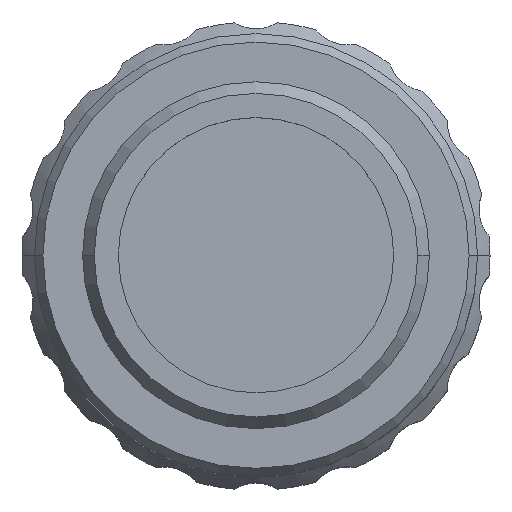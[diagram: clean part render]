
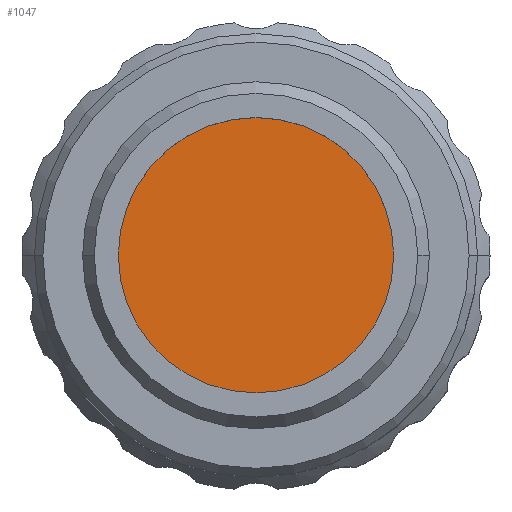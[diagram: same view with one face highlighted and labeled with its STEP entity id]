
A CAD part, top view. The second image highlights one B-rep face of the part: STEP entity #1047.
In plain terms, the highlighted planar face has unit normal (0, 0, 1).
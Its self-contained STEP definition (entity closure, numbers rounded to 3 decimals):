
#79 = DIRECTION ( 'NONE',  ( 1., 0., 0. ) ) ;
#209 = AXIS2_PLACEMENT_3D ( 'NONE', #2107, #2298, #79 ) ;
#258 = CARTESIAN_POINT ( 'NONE',  ( 0., 0., 65.554 ) ) ;
#273 = DIRECTION ( 'NONE',  ( 1., 0., 0. ) ) ;
#458 = DIRECTION ( 'NONE',  ( 0., 0., 1. ) ) ;
#459 = PLANE ( 'NONE',  #2153 ) ;
#632 = VERTEX_POINT ( 'NONE', #2449 ) ;
#780 = AXIS2_PLACEMENT_3D ( 'NONE', #258, #458, #273 ) ;
#832 = EDGE_CURVE ( 'NONE', #632, #2090, #1744, .T. ) ;
#1047 = ADVANCED_FACE ( 'NONE', ( #2056 ), #459, .F. ) ;
#1316 = EDGE_LOOP ( 'NONE', ( #2118, #2174 ) ) ;
#1744 = CIRCLE ( 'NONE', #209, 10. ) ;
#1766 = EDGE_CURVE ( 'NONE', #2090, #632, #1863, .T. ) ;
#1863 = CIRCLE ( 'NONE', #780, 10. ) ;
#2056 = FACE_OUTER_BOUND ( 'NONE', #1316, .T. ) ;
#2066 = CARTESIAN_POINT ( 'NONE',  ( 0., 10., 65.554 ) ) ;
#2090 = VERTEX_POINT ( 'NONE', #2490 ) ;
#2107 = CARTESIAN_POINT ( 'NONE',  ( 0., 0., 65.554 ) ) ;
#2118 = ORIENTED_EDGE ( 'NONE', *, *, #1766, .T. ) ;
#2153 = AXIS2_PLACEMENT_3D ( 'NONE', #2066, #2266, #2475 ) ;
#2174 = ORIENTED_EDGE ( 'NONE', *, *, #832, .T. ) ;
#2266 = DIRECTION ( 'NONE',  ( 0., 0., -1. ) ) ;
#2298 = DIRECTION ( 'NONE',  ( 0., 0., 1. ) ) ;
#2449 = CARTESIAN_POINT ( 'NONE',  ( -10., 0., 65.554 ) ) ;
#2475 = DIRECTION ( 'NONE',  ( -1., 0., 0. ) ) ;
#2490 = CARTESIAN_POINT ( 'NONE',  ( 10., 0., 65.554 ) ) ;
